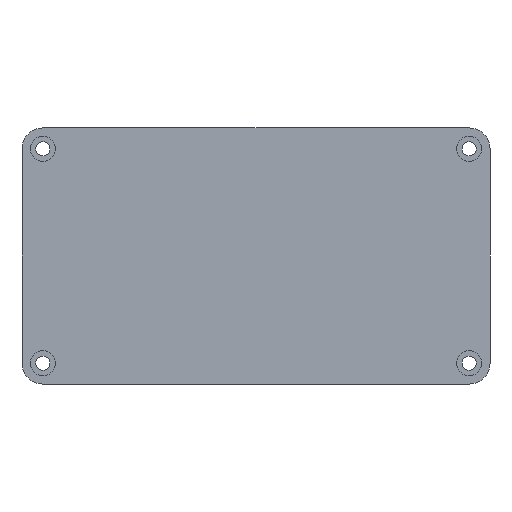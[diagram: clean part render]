
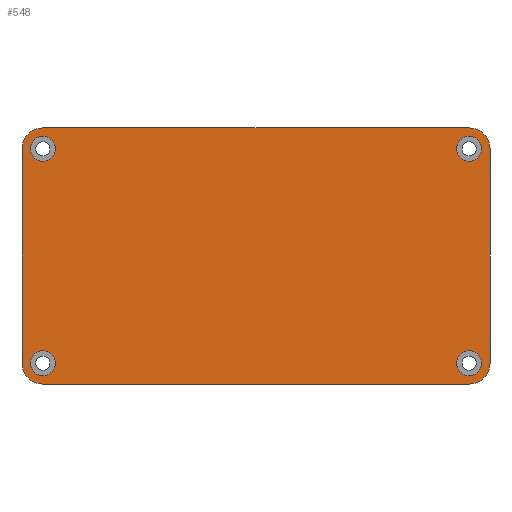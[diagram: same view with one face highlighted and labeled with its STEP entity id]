
A CAD part, front view. The second image highlights one B-rep face of the part: STEP entity #548.
In plain terms, the highlighted planar face has unit normal (0, -1, 0).
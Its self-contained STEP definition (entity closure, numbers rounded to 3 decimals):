
#23=FACE_BOUND('',#108,.T.);
#24=FACE_BOUND('',#109,.T.);
#25=FACE_BOUND('',#110,.T.);
#26=FACE_BOUND('',#111,.T.);
#43=PLANE('',#617);
#72=FACE_OUTER_BOUND('',#107,.T.);
#107=EDGE_LOOP('',(#477,#478,#479,#480,#481,#482,#483,#484));
#108=EDGE_LOOP('',(#485));
#109=EDGE_LOOP('',(#486));
#110=EDGE_LOOP('',(#487));
#111=EDGE_LOOP('',(#488));
#134=LINE('',#846,#179);
#149=LINE('',#893,#194);
#152=LINE('',#902,#197);
#164=LINE('',#945,#209);
#179=VECTOR('',#659,10.);
#194=VECTOR('',#702,10.);
#197=VECTOR('',#711,10.);
#209=VECTOR('',#765,10.);
#219=CIRCLE('',#581,5.);
#227=CIRCLE('',#591,5.);
#228=CIRCLE('',#594,5.);
#229=CIRCLE('',#597,5.);
#231=CIRCLE('',#605,3.);
#233=CIRCLE('',#608,3.);
#235=CIRCLE('',#611,3.);
#237=CIRCLE('',#614,3.);
#254=VERTEX_POINT('',#843);
#255=VERTEX_POINT('',#845);
#260=VERTEX_POINT('',#857);
#272=VERTEX_POINT('',#887);
#273=VERTEX_POINT('',#891);
#274=VERTEX_POINT('',#895);
#275=VERTEX_POINT('',#897);
#276=VERTEX_POINT('',#901);
#280=VERTEX_POINT('',#922);
#282=VERTEX_POINT('',#928);
#284=VERTEX_POINT('',#934);
#286=VERTEX_POINT('',#940);
#306=EDGE_CURVE('',#254,#255,#134,.T.);
#312=EDGE_CURVE('',#255,#260,#219,.T.);
#329=EDGE_CURVE('',#272,#254,#227,.T.);
#331=EDGE_CURVE('',#273,#272,#149,.T.);
#333=EDGE_CURVE('',#274,#275,#228,.T.);
#335=EDGE_CURVE('',#275,#276,#152,.T.);
#337=EDGE_CURVE('',#276,#273,#229,.T.);
#346=EDGE_CURVE('',#280,#280,#231,.T.);
#349=EDGE_CURVE('',#282,#282,#233,.T.);
#352=EDGE_CURVE('',#284,#284,#235,.T.);
#355=EDGE_CURVE('',#286,#286,#237,.T.);
#356=EDGE_CURVE('',#260,#274,#164,.T.);
#477=ORIENTED_EDGE('',*,*,#312,.F.);
#478=ORIENTED_EDGE('',*,*,#306,.F.);
#479=ORIENTED_EDGE('',*,*,#329,.F.);
#480=ORIENTED_EDGE('',*,*,#331,.F.);
#481=ORIENTED_EDGE('',*,*,#337,.F.);
#482=ORIENTED_EDGE('',*,*,#335,.F.);
#483=ORIENTED_EDGE('',*,*,#333,.F.);
#484=ORIENTED_EDGE('',*,*,#356,.F.);
#485=ORIENTED_EDGE('',*,*,#349,.F.);
#486=ORIENTED_EDGE('',*,*,#355,.F.);
#487=ORIENTED_EDGE('',*,*,#346,.F.);
#488=ORIENTED_EDGE('',*,*,#352,.F.);
#548=ADVANCED_FACE('',(#72,#23,#24,#25,#26),#43,.F.);
#581=AXIS2_PLACEMENT_3D('',#858,#668,#669);
#591=AXIS2_PLACEMENT_3D('',#889,#697,#698);
#594=AXIS2_PLACEMENT_3D('',#898,#706,#707);
#597=AXIS2_PLACEMENT_3D('',#905,#715,#716);
#605=AXIS2_PLACEMENT_3D('',#924,#738,#739);
#608=AXIS2_PLACEMENT_3D('',#930,#745,#746);
#611=AXIS2_PLACEMENT_3D('',#936,#752,#753);
#614=AXIS2_PLACEMENT_3D('',#942,#759,#760);
#617=AXIS2_PLACEMENT_3D('',#946,#766,#767);
#659=DIRECTION('',(-1.,0.,0.));
#668=DIRECTION('center_axis',(0.,1.,0.));
#669=DIRECTION('ref_axis',(-0.707,0.,-0.707));
#697=DIRECTION('center_axis',(0.,1.,0.));
#698=DIRECTION('ref_axis',(0.707,0.,-0.707));
#702=DIRECTION('',(0.,0.,-1.));
#706=DIRECTION('center_axis',(0.,1.,0.));
#707=DIRECTION('ref_axis',(-0.707,0.,0.707));
#711=DIRECTION('',(1.,0.,0.));
#715=DIRECTION('center_axis',(0.,1.,0.));
#716=DIRECTION('ref_axis',(0.707,0.,0.707));
#738=DIRECTION('center_axis',(0.,-1.,0.));
#739=DIRECTION('ref_axis',(1.,0.,0.));
#745=DIRECTION('center_axis',(0.,-1.,0.));
#746=DIRECTION('ref_axis',(1.,0.,0.));
#752=DIRECTION('center_axis',(0.,-1.,0.));
#753=DIRECTION('ref_axis',(1.,0.,0.));
#759=DIRECTION('center_axis',(0.,-1.,0.));
#760=DIRECTION('ref_axis',(1.,0.,0.));
#765=DIRECTION('',(0.,0.,1.));
#766=DIRECTION('center_axis',(0.,1.,0.));
#767=DIRECTION('ref_axis',(1.,0.,0.));
#843=CARTESIAN_POINT('',(97.,0.,-51.3));
#845=CARTESIAN_POINT('',(-5.,0.,-51.3));
#846=CARTESIAN_POINT('',(102.,0.,-51.3));
#857=CARTESIAN_POINT('',(-10.,0.,-46.3));
#858=CARTESIAN_POINT('Origin',(-5.,0.,-46.3));
#887=CARTESIAN_POINT('',(102.,0.,-46.3));
#889=CARTESIAN_POINT('Origin',(97.,0.,-46.3));
#891=CARTESIAN_POINT('',(102.,0.,5.));
#893=CARTESIAN_POINT('',(102.,0.,10.));
#895=CARTESIAN_POINT('',(-10.,0.,5.));
#897=CARTESIAN_POINT('',(-5.,0.,10.));
#898=CARTESIAN_POINT('Origin',(-5.,0.,5.));
#901=CARTESIAN_POINT('',(97.,0.,10.));
#902=CARTESIAN_POINT('',(-10.,0.,10.));
#905=CARTESIAN_POINT('Origin',(97.,0.,5.));
#922=CARTESIAN_POINT('',(-8.,0.,5.));
#924=CARTESIAN_POINT('Origin',(-5.,0.,5.));
#928=CARTESIAN_POINT('',(-8.,0.,-46.3));
#930=CARTESIAN_POINT('Origin',(-5.,0.,-46.3));
#934=CARTESIAN_POINT('',(94.,0.,5.));
#936=CARTESIAN_POINT('Origin',(97.,0.,5.));
#940=CARTESIAN_POINT('',(94.,0.,-46.3));
#942=CARTESIAN_POINT('Origin',(97.,0.,-46.3));
#945=CARTESIAN_POINT('',(-10.,0.,-51.3));
#946=CARTESIAN_POINT('Origin',(46.,0.,-20.65));
